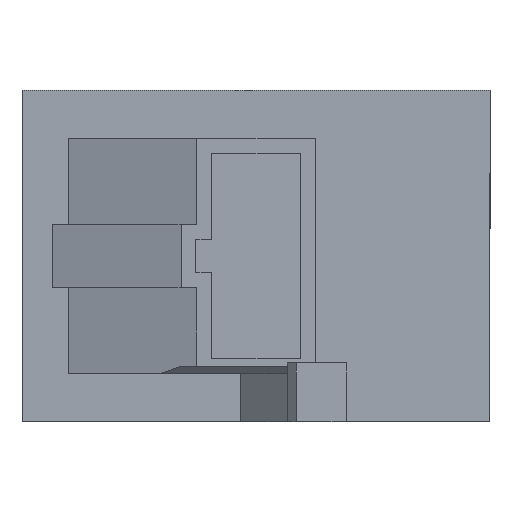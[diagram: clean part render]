
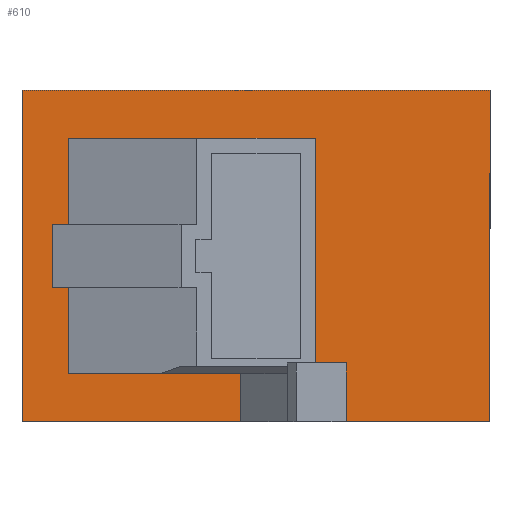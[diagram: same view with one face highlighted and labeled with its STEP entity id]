
A CAD part, left-side view. The second image highlights one B-rep face of the part: STEP entity #610.
In plain terms, the highlighted planar face has unit normal (-1, 0, 0).
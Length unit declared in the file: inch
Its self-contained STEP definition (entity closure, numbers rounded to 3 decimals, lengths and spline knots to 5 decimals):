
#1 = VERTEX_POINT ( 'NONE', #1145 ) ;
#6 = EDGE_CURVE ( 'NONE', #334, #515, #734, .T. ) ;
#7 = CARTESIAN_POINT ( 'NONE',  ( 0.25, 1.25, -0.88583 ) ) ;
#11 = CARTESIAN_POINT ( 'NONE',  ( 0.25, -0.31594, 0.62874 ) ) ;
#13 = VECTOR ( 'NONE', #182, 39.37008 ) ;
#20 = EDGE_CURVE ( 'NONE', #859, #44, #560, .T. ) ;
#33 = DIRECTION ( 'NONE',  ( 0., 0., 1. ) ) ;
#38 = VERTEX_POINT ( 'NONE', #7 ) ;
#39 = LINE ( 'NONE', #1114, #1107 ) ;
#44 = VERTEX_POINT ( 'NONE', #1105 ) ;
#53 = LINE ( 'NONE', #953, #691 ) ;
#57 = CARTESIAN_POINT ( 'NONE',  ( 0.25, 1.00281, -0.16874 ) ) ;
#68 = CARTESIAN_POINT ( 'NONE',  ( 0.25, 1.25, 0.88583 ) ) ;
#78 = CARTESIAN_POINT ( 'NONE',  ( 0.25, 0., 0. ) ) ;
#112 = DIRECTION ( 'NONE',  ( 0., 0., -1. ) ) ;
#123 = VECTOR ( 'NONE', #827, 39.37008 ) ;
#126 = VERTEX_POINT ( 'NONE', #319 ) ;
#127 = CARTESIAN_POINT ( 'NONE',  ( 0.25, -1.25, 0.88583 ) ) ;
#129 = LINE ( 'NONE', #325, #1052 ) ;
#137 = ORIENTED_EDGE ( 'NONE', *, *, #1007, .T. ) ;
#138 = LINE ( 'NONE', #679, #460 ) ;
#140 = VECTOR ( 'NONE', #1059, 39.37008 ) ;
#154 = VERTEX_POINT ( 'NONE', #220 ) ;
#182 = DIRECTION ( 'NONE',  ( 0., 0., -1. ) ) ;
#213 = VERTEX_POINT ( 'NONE', #429 ) ;
#214 = LINE ( 'NONE', #929, #219 ) ;
#217 = DIRECTION ( 'NONE',  ( 0., 0., 1. ) ) ;
#219 = VECTOR ( 'NONE', #33, 39.37008 ) ;
#220 = CARTESIAN_POINT ( 'NONE',  ( 0.25, 0.08268, -0.88583 ) ) ;
#222 = LINE ( 'NONE', #498, #238 ) ;
#238 = VECTOR ( 'NONE', #411, 39.37008 ) ;
#262 = ORIENTED_EDGE ( 'NONE', *, *, #318, .F. ) ;
#276 = CARTESIAN_POINT ( 'NONE',  ( 0.25, 1.00281, -0.16874 ) ) ;
#285 = ORIENTED_EDGE ( 'NONE', *, *, #6, .T. ) ;
#309 = DIRECTION ( 'NONE',  ( 0., 0., 1. ) ) ;
#314 = EDGE_CURVE ( 'NONE', #712, #44, #602, .T. ) ;
#318 = EDGE_CURVE ( 'NONE', #126, #1037, #569, .T. ) ;
#319 = CARTESIAN_POINT ( 'NONE',  ( 0.25, -1.25, -0.88583 ) ) ;
#325 = CARTESIAN_POINT ( 'NONE',  ( 0.25, -0.31594, -0.62874 ) ) ;
#331 = DIRECTION ( 'NONE',  ( 0., -1., 0. ) ) ;
#334 = VERTEX_POINT ( 'NONE', #276 ) ;
#340 = DIRECTION ( 'NONE',  ( 1., 0., 0. ) ) ;
#360 = CARTESIAN_POINT ( 'NONE',  ( 0.25, -1.25, 0.88583 ) ) ;
#379 = DIRECTION ( 'NONE',  ( 0., -1., 0. ) ) ;
#381 = VECTOR ( 'NONE', #779, 39.37008 ) ;
#388 = EDGE_CURVE ( 'NONE', #1, #859, #817, .T. ) ;
#390 = ORIENTED_EDGE ( 'NONE', *, *, #1127, .F. ) ;
#392 = CARTESIAN_POINT ( 'NONE',  ( 0.25, 1.25, 0.88583 ) ) ;
#398 = CARTESIAN_POINT ( 'NONE',  ( 0.25, -0.48228, -0.88583 ) ) ;
#399 = DIRECTION ( 'NONE',  ( 0., 1., 0. ) ) ;
#411 = DIRECTION ( 'NONE',  ( 0., 0., 1. ) ) ;
#429 = CARTESIAN_POINT ( 'NONE',  ( 0.25, 1.00281, -0.62874 ) ) ;
#431 = PLANE ( 'NONE',  #1019 ) ;
#434 = EDGE_CURVE ( 'NONE', #723, #876, #484, .T. ) ;
#439 = VECTOR ( 'NONE', #217, 39.37008 ) ;
#441 = VERTEX_POINT ( 'NONE', #726 ) ;
#458 = ORIENTED_EDGE ( 'NONE', *, *, #875, .T. ) ;
#460 = VECTOR ( 'NONE', #309, 39.37008 ) ;
#473 = VERTEX_POINT ( 'NONE', #950 ) ;
#474 = LINE ( 'NONE', #1065, #576 ) ;
#484 = LINE ( 'NONE', #392, #720 ) ;
#497 = ORIENTED_EDGE ( 'NONE', *, *, #434, .F. ) ;
#498 = CARTESIAN_POINT ( 'NONE',  ( 0.25, 1.00281, 0.62874 ) ) ;
#500 = CARTESIAN_POINT ( 'NONE',  ( 0.25, 1.08746, -0.16874 ) ) ;
#512 = EDGE_CURVE ( 'NONE', #441, #473, #53, .T. ) ;
#515 = VERTEX_POINT ( 'NONE', #500 ) ;
#525 = EDGE_CURVE ( 'NONE', #213, #334, #767, .T. ) ;
#526 = ORIENTED_EDGE ( 'NONE', *, *, #388, .T. ) ;
#537 = CARTESIAN_POINT ( 'NONE',  ( 0.25, -0.31594, 0.62874 ) ) ;
#560 = LINE ( 'NONE', #537, #651 ) ;
#561 = EDGE_CURVE ( 'NONE', #1108, #213, #129, .T. ) ;
#569 = LINE ( 'NONE', #641, #123 ) ;
#576 = VECTOR ( 'NONE', #634, 39.37008 ) ;
#591 = DIRECTION ( 'NONE',  ( 0., 0., 1. ) ) ;
#602 = LINE ( 'NONE', #954, #381 ) ;
#608 = ORIENTED_EDGE ( 'NONE', *, *, #20, .T. ) ;
#610 = ADVANCED_FACE ( 'NONE', ( #958 ), #431, .F. ) ;
#634 = DIRECTION ( 'NONE',  ( 0., 1., 0. ) ) ;
#641 = CARTESIAN_POINT ( 'NONE',  ( 0.25, 1.25, -0.88583 ) ) ;
#651 = VECTOR ( 'NONE', #112, 39.37008 ) ;
#652 = ORIENTED_EDGE ( 'NONE', *, *, #1053, .T. ) ;
#678 = EDGE_LOOP ( 'NONE', ( #940, #137, #913, #754, #285, #458, #697, #652, #526, #608, #900, #820, #262, #390, #497, #693 ) ) ;
#679 = CARTESIAN_POINT ( 'NONE',  ( 0.25, 1.25, 0.88583 ) ) ;
#691 = VECTOR ( 'NONE', #331, 39.37008 ) ;
#693 = ORIENTED_EDGE ( 'NONE', *, *, #1005, .F. ) ;
#694 = CARTESIAN_POINT ( 'NONE',  ( 0.25, -0.48228, -0.57087 ) ) ;
#697 = ORIENTED_EDGE ( 'NONE', *, *, #512, .T. ) ;
#706 = CARTESIAN_POINT ( 'NONE',  ( 0.25, 0.08268, -0.62874 ) ) ;
#712 = VERTEX_POINT ( 'NONE', #694 ) ;
#720 = VECTOR ( 'NONE', #898, 39.37008 ) ;
#722 = CARTESIAN_POINT ( 'NONE',  ( 0.25, 0.31594, -0.16874 ) ) ;
#723 = VERTEX_POINT ( 'NONE', #68 ) ;
#726 = CARTESIAN_POINT ( 'NONE',  ( 0.25, 1.08746, 0.16874 ) ) ;
#734 = LINE ( 'NONE', #722, #140 ) ;
#737 = LINE ( 'NONE', #995, #809 ) ;
#754 = ORIENTED_EDGE ( 'NONE', *, *, #525, .T. ) ;
#767 = LINE ( 'NONE', #57, #439 ) ;
#779 = DIRECTION ( 'NONE',  ( 0., 1., 0. ) ) ;
#796 = LINE ( 'NONE', #360, #13 ) ;
#809 = VECTOR ( 'NONE', #591, 39.37008 ) ;
#817 = LINE ( 'NONE', #11, #925 ) ;
#820 = ORIENTED_EDGE ( 'NONE', *, *, #990, .F. ) ;
#826 = CARTESIAN_POINT ( 'NONE',  ( 0.25, -0.31594, 0.62874 ) ) ;
#827 = DIRECTION ( 'NONE',  ( 0., 1., 0. ) ) ;
#837 = EDGE_CURVE ( 'NONE', #154, #38, #474, .T. ) ;
#859 = VERTEX_POINT ( 'NONE', #826 ) ;
#873 = DIRECTION ( 'NONE',  ( 0., 0., -1. ) ) ;
#875 = EDGE_CURVE ( 'NONE', #515, #441, #214, .T. ) ;
#876 = VERTEX_POINT ( 'NONE', #127 ) ;
#898 = DIRECTION ( 'NONE',  ( 0., -1., 0. ) ) ;
#900 = ORIENTED_EDGE ( 'NONE', *, *, #314, .F. ) ;
#913 = ORIENTED_EDGE ( 'NONE', *, *, #561, .T. ) ;
#925 = VECTOR ( 'NONE', #379, 39.37008 ) ;
#929 = CARTESIAN_POINT ( 'NONE',  ( 0.25, 1.08746, 0.16874 ) ) ;
#940 = ORIENTED_EDGE ( 'NONE', *, *, #837, .F. ) ;
#950 = CARTESIAN_POINT ( 'NONE',  ( 0.25, 1.00281, 0.16874 ) ) ;
#953 = CARTESIAN_POINT ( 'NONE',  ( 0.25, 0.31594, 0.16874 ) ) ;
#954 = CARTESIAN_POINT ( 'NONE',  ( 0.25, -0.48228, -0.57087 ) ) ;
#958 = FACE_OUTER_BOUND ( 'NONE', #678, .T. ) ;
#990 = EDGE_CURVE ( 'NONE', #1037, #712, #737, .T. ) ;
#995 = CARTESIAN_POINT ( 'NONE',  ( 0.25, -0.48228, -0.57087 ) ) ;
#1005 = EDGE_CURVE ( 'NONE', #38, #723, #138, .T. ) ;
#1007 = EDGE_CURVE ( 'NONE', #154, #1108, #39, .T. ) ;
#1019 = AXIS2_PLACEMENT_3D ( 'NONE', #78, #340, #873 ) ;
#1027 = DIRECTION ( 'NONE',  ( 0., 0., 1. ) ) ;
#1037 = VERTEX_POINT ( 'NONE', #398 ) ;
#1052 = VECTOR ( 'NONE', #399, 39.37008 ) ;
#1053 = EDGE_CURVE ( 'NONE', #473, #1, #222, .T. ) ;
#1059 = DIRECTION ( 'NONE',  ( 0., 1., 0. ) ) ;
#1065 = CARTESIAN_POINT ( 'NONE',  ( 0.25, 1.25, -0.88583 ) ) ;
#1105 = CARTESIAN_POINT ( 'NONE',  ( 0.25, -0.31594, -0.57087 ) ) ;
#1107 = VECTOR ( 'NONE', #1027, 39.37008 ) ;
#1108 = VERTEX_POINT ( 'NONE', #706 ) ;
#1114 = CARTESIAN_POINT ( 'NONE',  ( 0.25, 0.08268, -0.62874 ) ) ;
#1127 = EDGE_CURVE ( 'NONE', #876, #126, #796, .T. ) ;
#1145 = CARTESIAN_POINT ( 'NONE',  ( 0.25, 1.00281, 0.62874 ) ) ;
